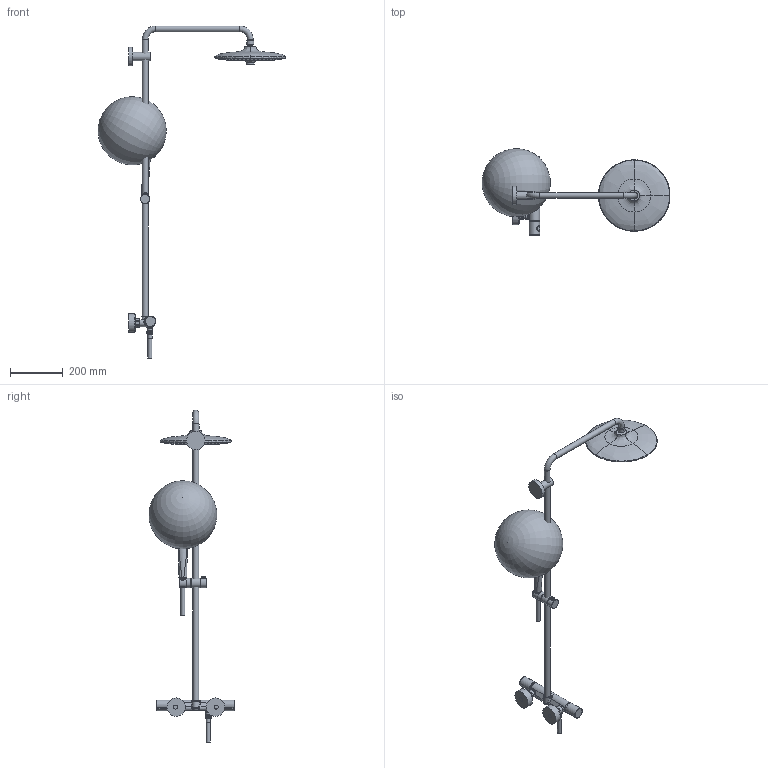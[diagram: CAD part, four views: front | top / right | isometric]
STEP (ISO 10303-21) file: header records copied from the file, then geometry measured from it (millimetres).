
FILE_DESCRIPTION(/* description */ ('Unknown'),/* implementation_level */ '2;1');
FILE_NAME(/* name */ '27296002',/* time_stamp */ '2022-08-26T10:06:11+02:00',/* author */ ('Unknown'),/* organization */ ('GROHE AG'),/* preprocessor_version */ 'ST-DEVELOPER v16.7',/* originating_system */ 'DEX',/* authorisation */ $);
FILE_SCHEMA (('AUTOMOTIVE_DESIGN {1 0 10303 214 3 1 1}'));
Products named in the file (38): 27296002; 27296002_0; 27296002_1; 27296002_2; G0181BC40660ln5y; g01806A88795qqn0; caps; 27296002_3; G0181F9CAB557vxb; 27296002_4; 27296002_5; 27296002_6; 27296002_7; 27296002_8; 27296002_9; 27296002_10; 27296002_11; 27296002_12; face1; 071108_Family_HSH_FaceEco_E_Lob; 27296002_13; 27296002_14; 27296002_15; 27296002_16; 27296002_17; 27296002_18; 081107 GTM1000C Handles Update02; 27296002_19; 081107 GTM1000C Handles Update02_0; 27296002_20; 27296002_21; 27296002_22; 27296002_23; 27296002_24; 27296002_25; 27296002_26; 27296002_27
Assembly tree (37 placements, depth 2):
  27296002
    27296002
    27296002_0
    27296002_1
    27296002_2
    G0181BC40660ln5y
    g01806A88795qqn0
    caps
    27296002_3
    G0181F9CAB557vxb
    27296002_4
    27296002_5
    27296002_6
    27296002_7
    27296002_8
    27296002_9
    27296002_10
    27296002_11
    27296002_12
    face1
    071108_Family_HSH_FaceEco_E_Lob
    27296002_13
    27296002_14
    27296002_15
    27296002_16
    27296002_17
    27296002_18
    081107 GTM1000C Handles Update02
    27296002_19
    081107 GTM1000C Handles Update02_0
    27296002_20
    27296002_21
    27296002_22
    27296002_23
    27296002_24
    27296002_25
    27296002_26
    27296002_27
Bounding box: 715.63 x 327.57 x 1264.88 mm (x, y, z)
Volume: 12471330.4 mm3; surface area: 887658.3 mm2
Topology: 37 solids, 37 shells, 1599 faces, 4494 edges, 2914 vertices
Faces by surface type: plane 750, bspline 421, cylinder 334, torus 52, cone 32, sphere 10
Full cylindrical faces by diameter (mm): 4.005 x152, 14 x1, 15 x3, 15.3 x2, 16 x1, 18 x2, 18.2 x1, 18.4 x1, 18.5 x1, 18.7 x2, 19 x2, 19.9 x1, 20 x2, 20.9 x2, 20.96 x1, 22 x4, 23 x2, 23.5 x1, 24 x3, 26.44 x2, 27 x3, 30.333 x1, 31.3 x1, 31.8 x1, 32 x1, 33.4 x2, 35.2 x1, 36 x4, 40 x2, 54.466 x1
Entity records: 87282 total; most frequent: CARTESIAN_POINT 44613, ORIENTED_EDGE 8120, DIRECTION 4357, EDGE_CURVE 4060, VERTEX_POINT 2848, B_SPLINE_CURVE_WITH_KNOTS 2717, FACE_BOUND 2270, EDGE_LOOP 2268
